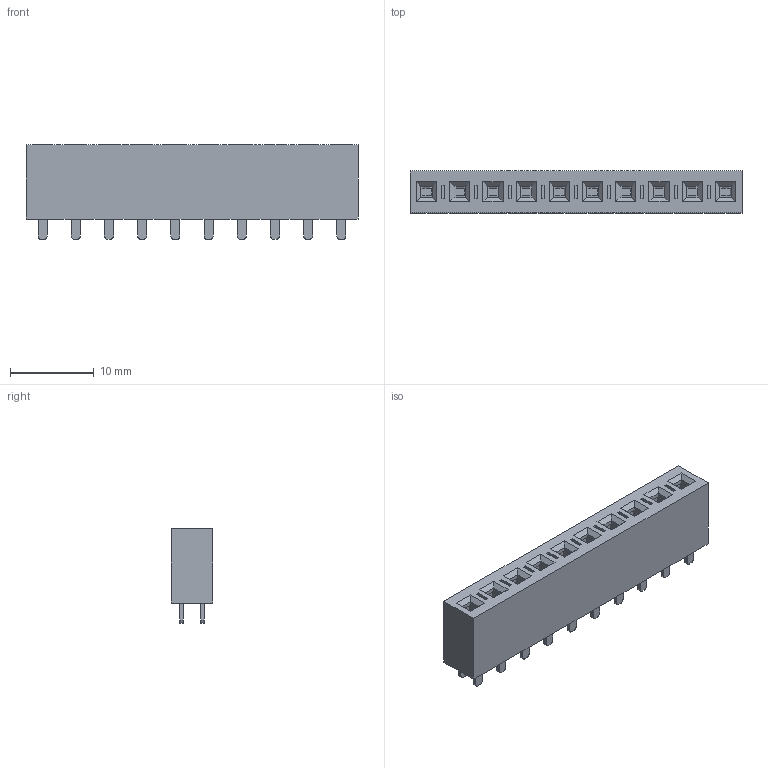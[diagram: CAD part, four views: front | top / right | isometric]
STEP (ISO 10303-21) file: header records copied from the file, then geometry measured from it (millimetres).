
FILE_DESCRIPTION( ('This file contains a STEP AP42 implementation' ,'as created by ZW3D STEP Interface translator.') ,'2;1' );
FILE_NAME( '2889-1XXSXXXUNX1.stp' ,'23 411.153633', (''), ('ZWCAD Software Co.'), 'Version 1.0', 'ZW3D to STEP translator', '' );
FILE_SCHEMA(('AUTOMOTIVE_DESIGN { 1 0 10303 214 1 1 1 1 }'));
Length unit declared in the file: millimetre
Products named in the file (2): 0; 2889-120SXXXUNX1
Bounding box: 39.6 x 5 x 11.3 mm (x, y, z)
Volume: 1286.3 mm3; surface area: 3033.2 mm2
Topology: 1 solids, 10 shells, 981 faces, 2828 edges, 1861 vertices
Faces by surface type: plane 741, cylinder 140, bspline 100
Entity records: 43430 total; most frequent: CARTESIAN_POINT 21563, ORIENTED_EDGE 5828, EDGE_CURVE 2824, B_SPLINE_CURVE_WITH_KNOTS 2416, DIRECTION 2216, VERTEX_POINT 1852, EDGE_LOOP 1040, FACE_OUTER_BOUND 981
